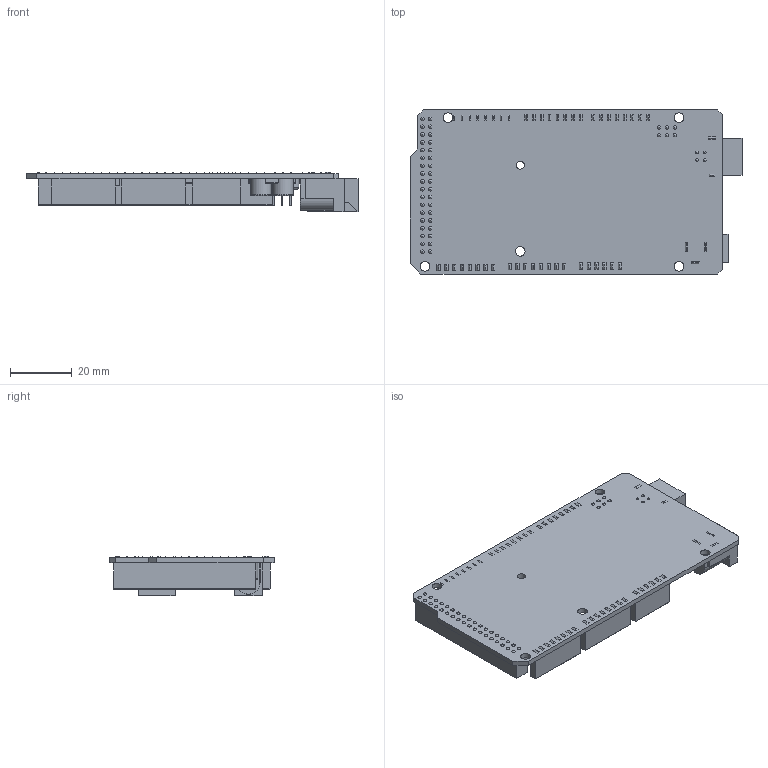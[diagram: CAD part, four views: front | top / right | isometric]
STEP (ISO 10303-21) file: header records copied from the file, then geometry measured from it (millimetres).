
FILE_DESCRIPTION(/* description */ ('STEP AP242 Edition 2','CAx-IF Rec.Pracs.---Representation and Presentation of Product Manufacturing Information (PMI)---4.0---2014-10-13','CAx-IF Rec.Pracs.---3D Tessellated Geometry---0.4---2014-09-14','2;1','CAx-IF Rec.Pracs.---User Defined Attributes---1.5---2016-08-15'),/* implementation_level */ '2;1');
FILE_NAME(/* name */ '6959d46c1df1aa22cff671ab',/* time_stamp */ '2026-01-04T02:46:05Z',/* author */ (''),/* organization */ (''),/* preprocessor_version */ 'ST-DEVELOPER v20',/* originating_system */ 'ONSHAPE BY PTC INC, 1.208',/* authorisation */ ' ');
FILE_SCHEMA (('AP242_MANAGED_MODEL_BASED_3D_ENGINEERING_MIM_LF { 1 0 10303 442 3 1 4 }'));
Length unit declared in the file: metre
Products named in the file (1): ArduinoMega_STEP_AP203
Bounding box: 107.95 x 53.42 x 12.95 mm (x, y, z)
Volume: 16579.6 mm3; surface area: 19435.1 mm2
Topology: 1 solids, 1 shells, 1786 faces, 3984 edges, 2439 vertices
Faces by surface type: plane 1474, cylinder 256, cone 46, torus 9, sphere 1
Full cylindrical faces by diameter (mm): 2.032 x1, 2.631 x1, 3.048 x1, 3.124 x5, 6.35 x1, 6.604 x2
Entity records: 47527 total; most frequent: CARTESIAN_POINT 8163, DIRECTION 7837, ORIENTED_EDGE 7800, EDGE_CURVE 3900, LINE 3525, VECTOR 3525, VERTEX_POINT 2428, AXIS2_PLACEMENT_3D 2156
